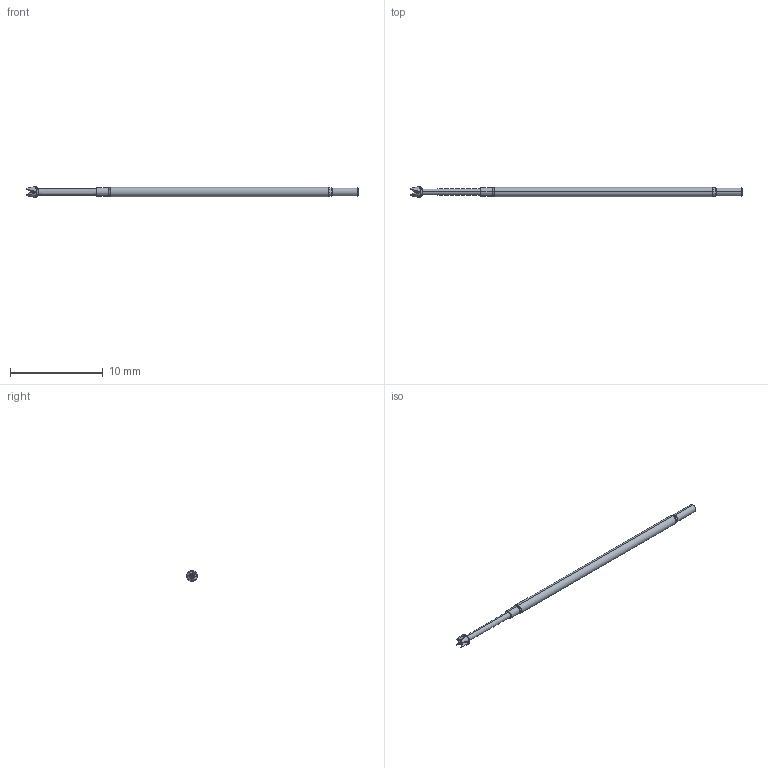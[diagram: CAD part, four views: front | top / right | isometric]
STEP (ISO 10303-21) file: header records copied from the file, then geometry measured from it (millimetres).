
FILE_DESCRIPTION (( 'STEP AP214' ), '1' );
FILE_NAME ('X50-PRP2524_-S.STEP', '2019-12-17T20:18:06', ( '' ), ( '' ), 'SwSTEP 2.0', 'SolidWorks 2018', '' );
FILE_SCHEMA (( 'AUTOMOTIVE_DESIGN' ));
Length unit declared in the file: inch
Products named in the file (1): X50-PRP2524_-S
Bounding box: 35.81 x 1.17 x 1.17 mm (x, y, z)
Volume: 25 mm3; surface area: 107.8 mm2
Topology: 1 solids, 1 shells, 72 faces, 164 edges, 95 vertices
Faces by surface type: bspline 32, cone 18, cylinder 8, torus 8, plane 6
Entity records: 7778 total; most frequent: CARTESIAN_POINT 5446, ORIENTED_EDGE 328, DIRECTION 200, EDGE_CURVE 164, VERTEX_POINT 95, B_SPLINE_CURVE_WITH_KNOTS 94, AXIS2_PLACEMENT_3D 89, UNCERTAINTY_MEASURE_WITH_UNIT 75
